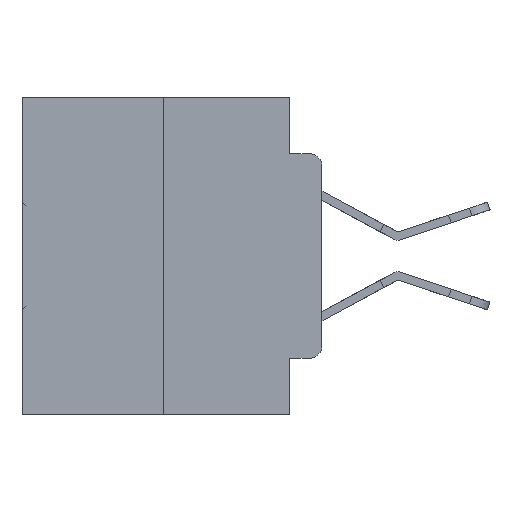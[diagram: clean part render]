
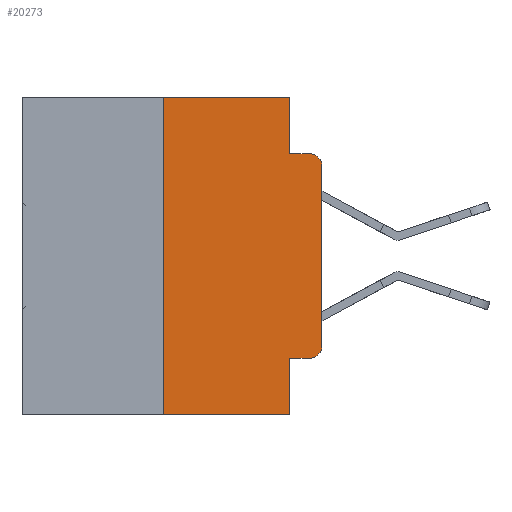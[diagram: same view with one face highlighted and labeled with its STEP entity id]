
A CAD part, left-side view. The second image highlights one B-rep face of the part: STEP entity #20273.
In plain terms, the highlighted planar face has unit normal (-1, 0, 0).
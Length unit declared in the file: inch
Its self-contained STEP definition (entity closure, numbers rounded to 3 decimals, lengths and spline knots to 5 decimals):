
#155 = VECTOR ( 'NONE', #3354, 39.37008 ) ;
#210 = VERTEX_POINT ( 'NONE', #14940 ) ;
#282 = EDGE_CURVE ( 'NONE', #8540, #28342, #22296, .T. ) ;
#677 = LINE ( 'NONE', #30673, #27201 ) ;
#1506 = DIRECTION ( 'NONE',  ( 0., -1., 0. ) ) ;
#1902 = VERTEX_POINT ( 'NONE', #24982 ) ;
#2505 = CARTESIAN_POINT ( 'NONE',  ( 0., 0.473, -0.5 ) ) ;
#3288 = DIRECTION ( 'NONE',  ( 0., 0., -1. ) ) ;
#3354 = DIRECTION ( 'NONE',  ( 0., -1., 0. ) ) ;
#3585 = LINE ( 'NONE', #23937, #20046 ) ;
#3877 = VERTEX_POINT ( 'NONE', #10180 ) ;
#4577 = CIRCLE ( 'NONE', #8416, 0.02 ) ;
#4975 = DIRECTION ( 'NONE',  ( 0., 0., -1. ) ) ;
#5409 = DIRECTION ( 'NONE',  ( 0., -1., 0. ) ) ;
#5776 = CARTESIAN_POINT ( 'NONE',  ( 0., 0.02, -0.3915 ) ) ;
#5827 = VERTEX_POINT ( 'NONE', #8128 ) ;
#5849 = EDGE_CURVE ( 'NONE', #1902, #5827, #677, .T. ) ;
#5860 = DIRECTION ( 'NONE',  ( 0., 0., -1. ) ) ;
#6646 = ORIENTED_EDGE ( 'NONE', *, *, #23548, .T. ) ;
#6658 = EDGE_CURVE ( 'NONE', #15034, #1902, #28412, .T. ) ;
#6767 = CARTESIAN_POINT ( 'NONE',  ( 0., 0.02, -0.1085 ) ) ;
#6814 = LINE ( 'NONE', #22477, #15254 ) ;
#7150 = ORIENTED_EDGE ( 'NONE', *, *, #28111, .F. ) ;
#7787 = CARTESIAN_POINT ( 'NONE',  ( 0., 0.473, 0. ) ) ;
#8024 = FACE_OUTER_BOUND ( 'NONE', #16270, .T. ) ;
#8128 = CARTESIAN_POINT ( 'NONE',  ( 0., 0.051, -0.0885 ) ) ;
#8130 = DIRECTION ( 'NONE',  ( -1., 0., 0. ) ) ;
#8416 = AXIS2_PLACEMENT_3D ( 'NONE', #5776, #8130, #3288 ) ;
#8540 = VERTEX_POINT ( 'NONE', #8682 ) ;
#8682 = CARTESIAN_POINT ( 'NONE',  ( 0., 0.25, -0.5 ) ) ;
#8876 = AXIS2_PLACEMENT_3D ( 'NONE', #6767, #24773, #4975 ) ;
#9466 = AXIS2_PLACEMENT_3D ( 'NONE', #18638, #23826, #31468 ) ;
#10180 = CARTESIAN_POINT ( 'NONE',  ( 0., 0., -0.3915 ) ) ;
#10198 = LINE ( 'NONE', #31911, #155 ) ;
#10371 = VECTOR ( 'NONE', #1506, 39.37008 ) ;
#10687 = PLANE ( 'NONE',  #9466 ) ;
#11296 = CARTESIAN_POINT ( 'NONE',  ( 0., 0.02, -0.0885 ) ) ;
#12570 = DIRECTION ( 'NONE',  ( 0., 0., -1. ) ) ;
#12757 = LINE ( 'NONE', #22265, #10371 ) ;
#13355 = EDGE_CURVE ( 'NONE', #210, #22141, #10198, .T. ) ;
#13647 = VECTOR ( 'NONE', #14612, 39.37008 ) ;
#14612 = DIRECTION ( 'NONE',  ( 0., 0., 1. ) ) ;
#14940 = CARTESIAN_POINT ( 'NONE',  ( 0., 0.051, -0.4115 ) ) ;
#15034 = VERTEX_POINT ( 'NONE', #32819 ) ;
#15254 = VECTOR ( 'NONE', #32842, 39.37008 ) ;
#16270 = EDGE_LOOP ( 'NONE', ( #19369, #24102, #30764, #26618, #23605, #18233, #29730, #7150, #21142, #6646 ) ) ;
#16549 = EDGE_CURVE ( 'NONE', #5827, #28844, #12757, .T. ) ;
#17611 = DIRECTION ( 'NONE',  ( 0., -1., 0. ) ) ;
#18078 = LINE ( 'NONE', #20221, #13647 ) ;
#18233 = ORIENTED_EDGE ( 'NONE', *, *, #20039, .F. ) ;
#18277 = VECTOR ( 'NONE', #5409, 39.37008 ) ;
#18638 = CARTESIAN_POINT ( 'NONE',  ( 0., 0.473, 0. ) ) ;
#19369 = ORIENTED_EDGE ( 'NONE', *, *, #19954, .T. ) ;
#19954 = EDGE_CURVE ( 'NONE', #3877, #22828, #6814, .T. ) ;
#20039 = EDGE_CURVE ( 'NONE', #8540, #15034, #18078, .T. ) ;
#20046 = VECTOR ( 'NONE', #5860, 39.37008 ) ;
#20221 = CARTESIAN_POINT ( 'NONE',  ( 0., 0.25, 0. ) ) ;
#20273 = ADVANCED_FACE ( 'NONE', ( #8024 ), #10687, .F. ) ;
#20661 = CARTESIAN_POINT ( 'NONE',  ( 0., 0.02, -0.4115 ) ) ;
#21142 = ORIENTED_EDGE ( 'NONE', *, *, #13355, .T. ) ;
#21651 = CARTESIAN_POINT ( 'NONE',  ( 0., 0.051, -0.5 ) ) ;
#22141 = VERTEX_POINT ( 'NONE', #20661 ) ;
#22265 = CARTESIAN_POINT ( 'NONE',  ( 0., 0.051, -0.0885 ) ) ;
#22296 = LINE ( 'NONE', #2505, #18277 ) ;
#22477 = CARTESIAN_POINT ( 'NONE',  ( 0., 0., 0. ) ) ;
#22828 = VERTEX_POINT ( 'NONE', #26380 ) ;
#23548 = EDGE_CURVE ( 'NONE', #22141, #3877, #4577, .T. ) ;
#23605 = ORIENTED_EDGE ( 'NONE', *, *, #6658, .F. ) ;
#23826 = DIRECTION ( 'NONE',  ( 1., 0., 0. ) ) ;
#23937 = CARTESIAN_POINT ( 'NONE',  ( 0., 0.051, 0. ) ) ;
#24102 = ORIENTED_EDGE ( 'NONE', *, *, #31391, .T. ) ;
#24773 = DIRECTION ( 'NONE',  ( -1., 0., 0. ) ) ;
#24779 = VECTOR ( 'NONE', #17611, 39.37008 ) ;
#24982 = CARTESIAN_POINT ( 'NONE',  ( 0., 0.051, 0. ) ) ;
#25926 = CIRCLE ( 'NONE', #8876, 0.02 ) ;
#26380 = CARTESIAN_POINT ( 'NONE',  ( 0., 0., -0.1085 ) ) ;
#26618 = ORIENTED_EDGE ( 'NONE', *, *, #5849, .F. ) ;
#27201 = VECTOR ( 'NONE', #12570, 39.37008 ) ;
#28111 = EDGE_CURVE ( 'NONE', #210, #28342, #3585, .T. ) ;
#28342 = VERTEX_POINT ( 'NONE', #21651 ) ;
#28412 = LINE ( 'NONE', #7787, #24779 ) ;
#28844 = VERTEX_POINT ( 'NONE', #11296 ) ;
#29730 = ORIENTED_EDGE ( 'NONE', *, *, #282, .T. ) ;
#30673 = CARTESIAN_POINT ( 'NONE',  ( 0., 0.051, 0. ) ) ;
#30764 = ORIENTED_EDGE ( 'NONE', *, *, #16549, .F. ) ;
#31391 = EDGE_CURVE ( 'NONE', #22828, #28844, #25926, .T. ) ;
#31468 = DIRECTION ( 'NONE',  ( 0., 0., -1. ) ) ;
#31911 = CARTESIAN_POINT ( 'NONE',  ( 0., 0.051, -0.4115 ) ) ;
#32819 = CARTESIAN_POINT ( 'NONE',  ( 0., 0.25, 0. ) ) ;
#32842 = DIRECTION ( 'NONE',  ( 0., 0., 1. ) ) ;
